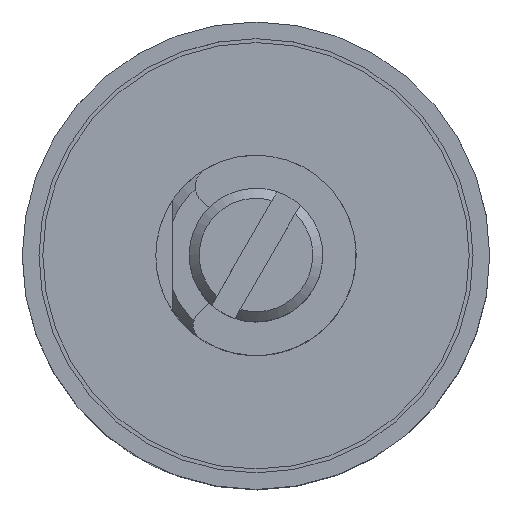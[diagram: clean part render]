
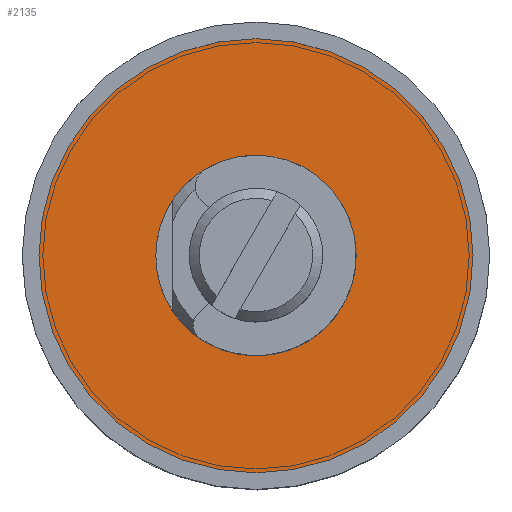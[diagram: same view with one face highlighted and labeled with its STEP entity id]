
A CAD part, top view. The second image highlights one B-rep face of the part: STEP entity #2135.
In plain terms, the highlighted planar face has unit normal (0, 0, 1).
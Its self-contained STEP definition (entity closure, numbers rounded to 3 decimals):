
#234 = AXIS2_PLACEMENT_3D ( 'NONE', #1554, #7208, #5104 ) ;
#284 = DIRECTION ( 'NONE',  ( 0., 0., -1. ) ) ;
#321 = CIRCLE ( 'NONE', #1094, 3. ) ;
#1094 = AXIS2_PLACEMENT_3D ( 'NONE', #7897, #284, #6557 ) ;
#1100 = EDGE_CURVE ( 'NONE', #5137, #5137, #1302, .T. ) ;
#1253 = EDGE_CURVE ( 'NONE', #1601, #1601, #321, .T. ) ;
#1302 = CIRCLE ( 'NONE', #5999, 6.5 ) ;
#1554 = CARTESIAN_POINT ( 'NONE',  ( 3., 0., 0.5 ) ) ;
#1601 = VERTEX_POINT ( 'NONE', #4877 ) ;
#2077 = ORIENTED_EDGE ( 'NONE', *, *, #1100, .T. ) ;
#2135 = ADVANCED_FACE ( 'NONE', ( #5645, #3777 ), #3061, .T. ) ;
#2330 = CARTESIAN_POINT ( 'NONE',  ( 0., 0., 0.5 ) ) ;
#2597 = CARTESIAN_POINT ( 'NONE',  ( 6.5, 0., 0.5 ) ) ;
#2994 = EDGE_LOOP ( 'NONE', ( #4221 ) ) ;
#3061 = PLANE ( 'NONE',  #234 ) ;
#3777 = FACE_OUTER_BOUND ( 'NONE', #7138, .T. ) ;
#3992 = DIRECTION ( 'NONE',  ( 1., 0., 0. ) ) ;
#4221 = ORIENTED_EDGE ( 'NONE', *, *, #1253, .T. ) ;
#4877 = CARTESIAN_POINT ( 'NONE',  ( -3., 0., 0.5 ) ) ;
#5104 = DIRECTION ( 'NONE',  ( 1., 0., 0. ) ) ;
#5137 = VERTEX_POINT ( 'NONE', #2597 ) ;
#5645 = FACE_BOUND ( 'NONE', #2994, .T. ) ;
#5999 = AXIS2_PLACEMENT_3D ( 'NONE', #2330, #7963, #3992 ) ;
#6557 = DIRECTION ( 'NONE',  ( -1., 0., 0. ) ) ;
#7138 = EDGE_LOOP ( 'NONE', ( #2077 ) ) ;
#7208 = DIRECTION ( 'NONE',  ( 0., 0., 1. ) ) ;
#7897 = CARTESIAN_POINT ( 'NONE',  ( 0., 0., 0.5 ) ) ;
#7963 = DIRECTION ( 'NONE',  ( 0., 0., 1. ) ) ;
